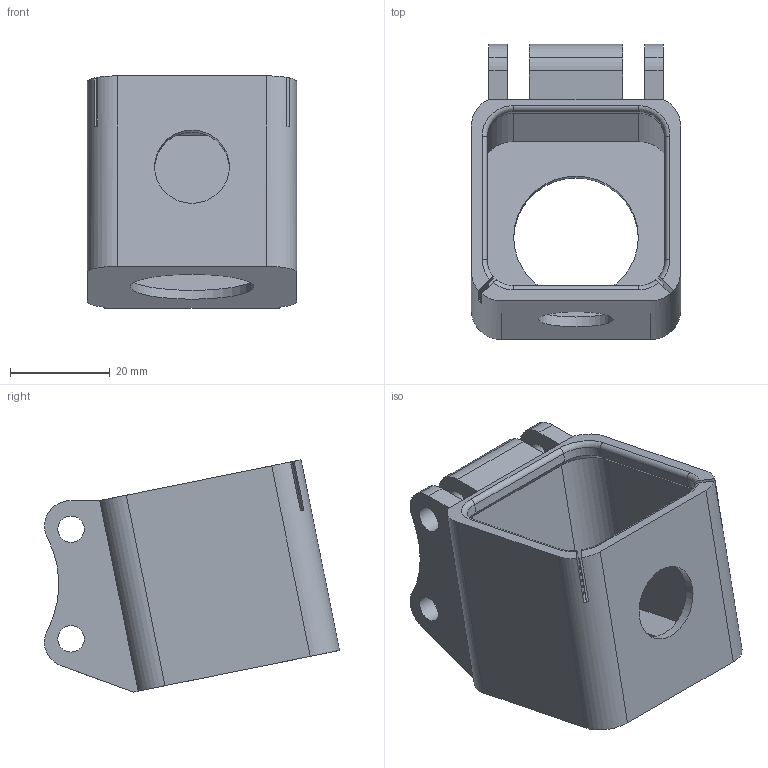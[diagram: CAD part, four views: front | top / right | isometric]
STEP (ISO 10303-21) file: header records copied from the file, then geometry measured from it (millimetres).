
FILE_DESCRIPTION(/* description */ (''),/* implementation_level */ '2;1');
FILE_NAME(/* name */ 'V2 session mount 45deg for micro cam adj mount.stp',/* time_stamp */ '2022-10-02T10:47:31-06:00',/* author */ ('Steven'),/* organization */ (''),/* preprocessor_version */ 'ST-DEVELOPER v18',/* originating_system */ 'Autodesk Inventor 2020',/* authorisation */ '');
FILE_SCHEMA (('AUTOMOTIVE_DESIGN { 1 0 10303 214 3 1 1 }'));
Length unit declared in the file: millimetre
Products named in the file (1): V2 session mount 45deg for micro cam adj mount
Bounding box: 42 x 59.21 x 46.6 mm (x, y, z)
Volume: 25135.7 mm3; surface area: 17438.8 mm2
Topology: 1 solids, 1 shells, 98 faces, 285 edges, 210 vertices
Faces by surface type: plane 43, cylinder 43, cone 6, torus 6
Full cylindrical faces by diameter (mm): 5.3 x6, 15 x1, 25 x1
Entity records: 3359 total; most frequent: CARTESIAN_POINT 621, DIRECTION 582, ORIENTED_EDGE 524, EDGE_CURVE 262, AXIS2_PLACEMENT_3D 219, VERTEX_POINT 168, LINE 144, VECTOR 144
